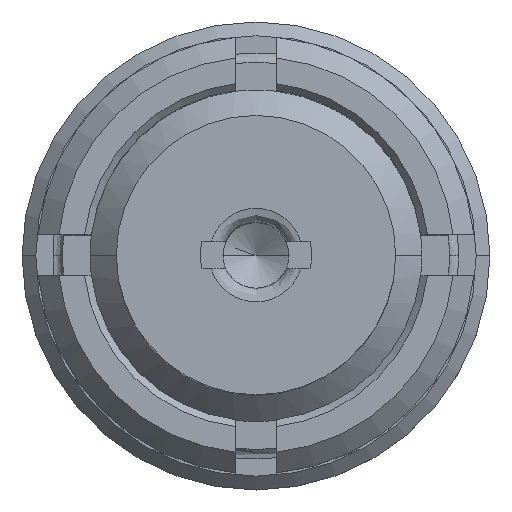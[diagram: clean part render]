
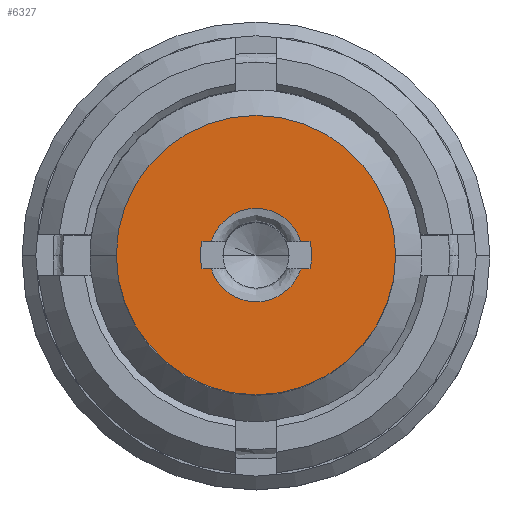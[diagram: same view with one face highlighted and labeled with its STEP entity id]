
A CAD part, top view. The second image highlights one B-rep face of the part: STEP entity #6327.
In plain terms, the highlighted planar face has unit normal (0, 0, 1).
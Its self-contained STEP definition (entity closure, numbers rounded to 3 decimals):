
#10 = VECTOR ( 'NONE', #5438, 1000. ) ;
#12 = CARTESIAN_POINT ( 'NONE',  ( 1.015, 0., -0.025 ) ) ;
#15 = CARTESIAN_POINT ( 'NONE',  ( -0.325, -0.1, -0.025 ) ) ;
#33 = DIRECTION ( 'NONE',  ( 1., 0., 0. ) ) ;
#108 = VERTEX_POINT ( 'NONE', #2027 ) ;
#154 = AXIS2_PLACEMENT_3D ( 'NONE', #2764, #2702, #2818 ) ;
#194 = CARTESIAN_POINT ( 'NONE',  ( -0.405, 0.1, -0.025 ) ) ;
#200 = CARTESIAN_POINT ( 'NONE',  ( 0.325, -0.1, -0.025 ) ) ;
#344 = CARTESIAN_POINT ( 'NONE',  ( 0.325, 0.1, -0.025 ) ) ;
#381 = LINE ( 'NONE', #194, #2324 ) ;
#523 = EDGE_CURVE ( 'NONE', #4543, #5102, #1562, .T. ) ;
#538 = CIRCLE ( 'NONE', #1357, 0.405 ) ;
#666 = CARTESIAN_POINT ( 'NONE',  ( 0., 0., -0.025 ) ) ;
#669 = EDGE_CURVE ( 'NONE', #5028, #1276, #6093, .T. ) ;
#676 = DIRECTION ( 'NONE',  ( 0., 0., -1. ) ) ;
#735 = DIRECTION ( 'NONE',  ( 1., 0., 0. ) ) ;
#782 = VECTOR ( 'NONE', #6126, 1000. ) ;
#928 = CARTESIAN_POINT ( 'NONE',  ( -0.325, 0.1, -0.025 ) ) ;
#931 = CARTESIAN_POINT ( 'NONE',  ( -0.205, 0.491, -0.025 ) ) ;
#933 = ORIENTED_EDGE ( 'NONE', *, *, #1199, .F. ) ;
#954 = CARTESIAN_POINT ( 'NONE',  ( 0.325, 0.1, -0.025 ) ) ;
#973 = CARTESIAN_POINT ( 'NONE',  ( 0.205, 0.491, -0.025 ) ) ;
#1053 = VERTEX_POINT ( 'NONE', #3260 ) ;
#1111 = CARTESIAN_POINT ( 'NONE',  ( -0.392, -0.1, -0.025 ) ) ;
#1199 = EDGE_CURVE ( 'NONE', #6240, #3552, #4632, .T. ) ;
#1206 = CIRCLE ( 'NONE', #1786, 1.015 ) ;
#1276 = VERTEX_POINT ( 'NONE', #2111 ) ;
#1279 = PLANE ( 'NONE',  #2570 ) ;
#1285 = ORIENTED_EDGE ( 'NONE', *, *, #669, .T. ) ;
#1346 = EDGE_LOOP ( 'NONE', ( #6151, #4570 ) ) ;
#1357 = AXIS2_PLACEMENT_3D ( 'NONE', #1371, #1394, #1406 ) ;
#1371 = CARTESIAN_POINT ( 'NONE',  ( 0., 0., -0.025 ) ) ;
#1394 = DIRECTION ( 'NONE',  ( 0., 0., -1. ) ) ;
#1406 = DIRECTION ( 'NONE',  ( 1., 0., 0. ) ) ;
#1562 = LINE ( 'NONE', #6148, #782 ) ;
#1631 = VECTOR ( 'NONE', #2499, 1000. ) ;
#1704 = CARTESIAN_POINT ( 'NONE',  ( -1.015, 0., -0.025 ) ) ;
#1719 = CARTESIAN_POINT ( 'NONE',  ( -0.392, 0.1, -0.025 ) ) ;
#1786 = AXIS2_PLACEMENT_3D ( 'NONE', #666, #676, #735 ) ;
#2027 = CARTESIAN_POINT ( 'NONE',  ( 0.392, 0.1, -0.025 ) ) ;
#2085 = ORIENTED_EDGE ( 'NONE', *, *, #3582, .T. ) ;
#2111 = CARTESIAN_POINT ( 'NONE',  ( -0.325, 0.1, -0.025 ) ) ;
#2273 = AXIS2_PLACEMENT_3D ( 'NONE', #5678, #4229, #4224 ) ;
#2324 = VECTOR ( 'NONE', #33, 1000. ) ;
#2499 = DIRECTION ( 'NONE',  ( 1., 0., 0. ) ) ;
#2570 = AXIS2_PLACEMENT_3D ( 'NONE', #2915, #4011, #4075 ) ;
#2572 = CARTESIAN_POINT ( 'NONE',  ( 0., -0.1, -0.025 ) ) ;
#2658 = ORIENTED_EDGE ( 'NONE', *, *, #6139, .F. ) ;
#2700 = EDGE_CURVE ( 'NONE', #2993, #4589, #4319, .T. ) ;
#2702 = DIRECTION ( 'NONE',  ( 0., 0., -1. ) ) ;
#2764 = CARTESIAN_POINT ( 'NONE',  ( 0., 0., -0.025 ) ) ;
#2818 = DIRECTION ( 'NONE',  ( 1., 0., 0. ) ) ;
#2915 = CARTESIAN_POINT ( 'NONE',  ( 0., 0.24, -0.025 ) ) ;
#2993 = VERTEX_POINT ( 'NONE', #12 ) ;
#3053 = CARTESIAN_POINT ( 'NONE',  ( 0.325, -0.1, -0.025 ) ) ;
#3076 = CARTESIAN_POINT ( 'NONE',  ( 0.205, -0.491, -0.025 ) ) ;
#3107 = CIRCLE ( 'NONE', #2273, 0.405 ) ;
#3131 = CARTESIAN_POINT ( 'NONE',  ( -0.325, -0.1, -0.025 ) ) ;
#3149 = CARTESIAN_POINT ( 'NONE',  ( -0.205, -0.491, -0.025 ) ) ;
#3178 = EDGE_CURVE ( 'NONE', #4589, #2993, #1206, .T. ) ;
#3217 =( BOUNDED_CURVE ( )  B_SPLINE_CURVE ( 3, ( #954, #973, #931, #928 ),
 .UNSPECIFIED., .F., .T. ) 
 B_SPLINE_CURVE_WITH_KNOTS ( ( 4, 4 ),
 ( 0., 1. ),
 .UNSPECIFIED. ) 
 CURVE ( )  GEOMETRIC_REPRESENTATION_ITEM ( )  RATIONAL_B_SPLINE_CURVE ( ( 1., 0.529, 0.529, 1. ) ) 
 REPRESENTATION_ITEM ( '' )  );
#3246 = ORIENTED_EDGE ( 'NONE', *, *, #523, .T. ) ;
#3260 = CARTESIAN_POINT ( 'NONE',  ( 0.405, 0., -0.025 ) ) ;
#3296 = EDGE_CURVE ( 'NONE', #5102, #5028, #538, .T. ) ;
#3552 = VERTEX_POINT ( 'NONE', #4627 ) ;
#3582 = EDGE_CURVE ( 'NONE', #108, #1053, #5296, .T. ) ;
#4011 = DIRECTION ( 'NONE',  ( 0., 0., -1. ) ) ;
#4075 = DIRECTION ( 'NONE',  ( -1., 0., 0. ) ) ;
#4145 = EDGE_CURVE ( 'NONE', #5150, #108, #381, .T. ) ;
#4167 =( BOUNDED_CURVE ( )  B_SPLINE_CURVE ( 3, ( #3131, #3149, #3076, #3053 ),
 .UNSPECIFIED., .F., .T. ) 
 B_SPLINE_CURVE_WITH_KNOTS ( ( 4, 4 ),
 ( 0., 1. ),
 .UNSPECIFIED. ) 
 CURVE ( )  GEOMETRIC_REPRESENTATION_ITEM ( )  RATIONAL_B_SPLINE_CURVE ( ( 1., 0.529, 0.529, 1. ) ) 
 REPRESENTATION_ITEM ( '' )  );
#4224 = DIRECTION ( 'NONE',  ( 1., 0., 0. ) ) ;
#4229 = DIRECTION ( 'NONE',  ( 0., 0., -1. ) ) ;
#4319 = CIRCLE ( 'NONE', #154, 1.015 ) ;
#4385 = ORIENTED_EDGE ( 'NONE', *, *, #5439, .T. ) ;
#4543 = VERTEX_POINT ( 'NONE', #15 ) ;
#4570 = ORIENTED_EDGE ( 'NONE', *, *, #3178, .F. ) ;
#4589 = VERTEX_POINT ( 'NONE', #1704 ) ;
#4627 = CARTESIAN_POINT ( 'NONE',  ( 0.392, -0.1, -0.025 ) ) ;
#4632 = LINE ( 'NONE', #2572, #1631 ) ;
#4931 = ORIENTED_EDGE ( 'NONE', *, *, #3296, .T. ) ;
#5028 = VERTEX_POINT ( 'NONE', #1719 ) ;
#5102 = VERTEX_POINT ( 'NONE', #1111 ) ;
#5145 = EDGE_LOOP ( 'NONE', ( #6184, #3246, #4931, #1285, #2658, #5637, #2085, #4385, #933 ) ) ;
#5150 = VERTEX_POINT ( 'NONE', #344 ) ;
#5296 = CIRCLE ( 'NONE', #5440, 0.405 ) ;
#5424 = CARTESIAN_POINT ( 'NONE',  ( 0., 0., -0.025 ) ) ;
#5438 = DIRECTION ( 'NONE',  ( 1., 0., 0. ) ) ;
#5439 = EDGE_CURVE ( 'NONE', #1053, #3552, #3107, .T. ) ;
#5440 = AXIS2_PLACEMENT_3D ( 'NONE', #5424, #5463, #5529 ) ;
#5445 = CARTESIAN_POINT ( 'NONE',  ( -0.405, 0.1, -0.025 ) ) ;
#5463 = DIRECTION ( 'NONE',  ( 0., 0., -1. ) ) ;
#5529 = DIRECTION ( 'NONE',  ( 1., 0., 0. ) ) ;
#5637 = ORIENTED_EDGE ( 'NONE', *, *, #4145, .T. ) ;
#5678 = CARTESIAN_POINT ( 'NONE',  ( 0., 0., -0.025 ) ) ;
#5938 = EDGE_CURVE ( 'NONE', #4543, #6240, #4167, .T. ) ;
#6093 = LINE ( 'NONE', #5445, #10 ) ;
#6126 = DIRECTION ( 'NONE',  ( -1., 0., 0. ) ) ;
#6139 = EDGE_CURVE ( 'NONE', #5150, #1276, #3217, .T. ) ;
#6148 = CARTESIAN_POINT ( 'NONE',  ( -0.405, -0.1, -0.025 ) ) ;
#6151 = ORIENTED_EDGE ( 'NONE', *, *, #2700, .F. ) ;
#6184 = ORIENTED_EDGE ( 'NONE', *, *, #5938, .F. ) ;
#6207 = FACE_BOUND ( 'NONE', #5145, .T. ) ;
#6240 = VERTEX_POINT ( 'NONE', #200 ) ;
#6327 = ADVANCED_FACE ( 'NONE', ( #6349, #6207 ), #1279, .F. ) ;
#6349 = FACE_OUTER_BOUND ( 'NONE', #1346, .T. ) ;
